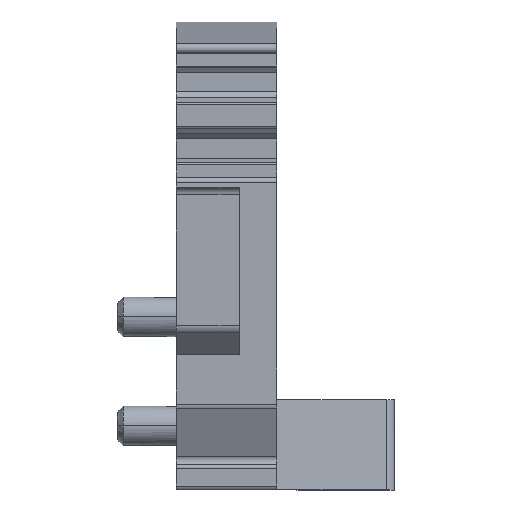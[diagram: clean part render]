
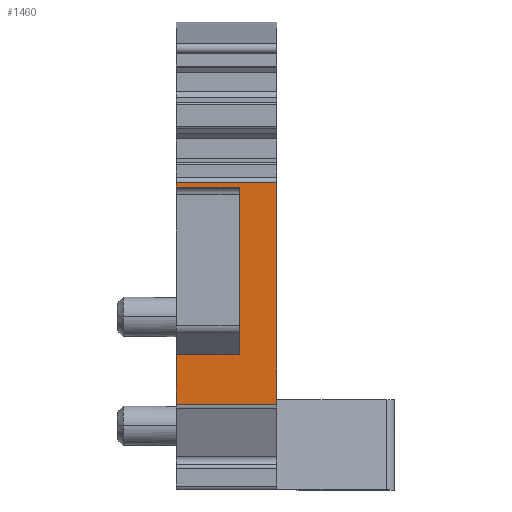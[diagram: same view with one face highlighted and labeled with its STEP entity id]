
A CAD part, front view. The second image highlights one B-rep face of the part: STEP entity #1460.
In plain terms, the highlighted planar face has unit normal (0, -1, 0).
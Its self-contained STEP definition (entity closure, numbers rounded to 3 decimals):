
#1408=AXIS2_PLACEMENT_3D('Plane Axis2P3D',#1405,#1406,#1407) ;
#126=CARTESIAN_POINT('Vertex',(3.,0.,15.404)) ;
#129=CARTESIAN_POINT('Line Origine',(3.,0.,15.528)) ;
#133=CARTESIAN_POINT('Vertex',(3.,0.,15.652)) ;
#1385=CARTESIAN_POINT('Line Origine',(4.6,0.,15.404)) ;
#1389=CARTESIAN_POINT('Vertex',(6.2,0.,15.404)) ;
#1405=CARTESIAN_POINT('Axis2P3D Location',(8.1,0.,4.366)) ;
#1410=CARTESIAN_POINT('Line Origine',(4.6,0.,6.887)) ;
#1414=CARTESIAN_POINT('Vertex',(3.,0.,6.887)) ;
#1416=CARTESIAN_POINT('Vertex',(6.2,0.,6.887)) ;
#1419=CARTESIAN_POINT('Line Origine',(3.,0.,5.626)) ;
#1423=CARTESIAN_POINT('Vertex',(3.,0.,4.366)) ;
#1426=CARTESIAN_POINT('Line Origine',(5.55,0.,4.366)) ;
#1430=CARTESIAN_POINT('Vertex',(8.1,0.,4.366)) ;
#1433=CARTESIAN_POINT('Line Origine',(8.1,0.,10.009)) ;
#1437=CARTESIAN_POINT('Vertex',(8.1,0.,15.652)) ;
#1440=CARTESIAN_POINT('Line Origine',(5.55,0.,15.652)) ;
#1445=CARTESIAN_POINT('Line Origine',(6.2,0.,11.145)) ;
#130=DIRECTION('Vector Direction',(0.,0.,1.)) ;
#1386=DIRECTION('Vector Direction',(-1.,0.,0.)) ;
#1406=DIRECTION('Axis2P3D Direction',(0.,-1.,0.)) ;
#1407=DIRECTION('Axis2P3D XDirection',(0.,0.,1.)) ;
#1411=DIRECTION('Vector Direction',(1.,0.,0.)) ;
#1420=DIRECTION('Vector Direction',(0.,0.,1.)) ;
#1427=DIRECTION('Vector Direction',(-1.,0.,0.)) ;
#1434=DIRECTION('Vector Direction',(0.,0.,1.)) ;
#1441=DIRECTION('Vector Direction',(-1.,0.,0.)) ;
#1446=DIRECTION('Vector Direction',(0.,0.,-1.)) ;
#131=VECTOR('Line Direction',#130,1.) ;
#1387=VECTOR('Line Direction',#1386,1.) ;
#1412=VECTOR('Line Direction',#1411,1.) ;
#1421=VECTOR('Line Direction',#1420,1.) ;
#1428=VECTOR('Line Direction',#1427,1.) ;
#1435=VECTOR('Line Direction',#1434,1.) ;
#1442=VECTOR('Line Direction',#1441,1.) ;
#1447=VECTOR('Line Direction',#1446,1.) ;
#1451=ORIENTED_EDGE('',*,*,#1418,.F.) ;
#1452=ORIENTED_EDGE('',*,*,#1425,.F.) ;
#1453=ORIENTED_EDGE('',*,*,#1432,.F.) ;
#1454=ORIENTED_EDGE('',*,*,#1439,.T.) ;
#1455=ORIENTED_EDGE('',*,*,#1444,.T.) ;
#1456=ORIENTED_EDGE('',*,*,#135,.F.) ;
#1457=ORIENTED_EDGE('',*,*,#1391,.F.) ;
#1458=ORIENTED_EDGE('',*,*,#1449,.T.) ;
#1460=ADVANCED_FACE('_ZBB ZDUB 1704740000',(#1459),#1409,.T.) ;
#135=EDGE_CURVE('',#127,#134,#132,.T.) ;
#1391=EDGE_CURVE('',#1390,#127,#1388,.T.) ;
#1418=EDGE_CURVE('',#1415,#1417,#1413,.T.) ;
#1425=EDGE_CURVE('',#1424,#1415,#1422,.T.) ;
#1432=EDGE_CURVE('',#1431,#1424,#1429,.T.) ;
#1439=EDGE_CURVE('',#1431,#1438,#1436,.T.) ;
#1444=EDGE_CURVE('',#1438,#134,#1443,.T.) ;
#1449=EDGE_CURVE('',#1390,#1417,#1448,.T.) ;
#1450=EDGE_LOOP('',(#1451,#1452,#1453,#1454,#1455,#1456,#1457,#1458)) ;
#1459=FACE_OUTER_BOUND('',#1450,.T.) ;
#132=LINE('Line',#129,#131) ;
#1388=LINE('Line',#1385,#1387) ;
#1413=LINE('Line',#1410,#1412) ;
#1422=LINE('Line',#1419,#1421) ;
#1429=LINE('Line',#1426,#1428) ;
#1436=LINE('Line',#1433,#1435) ;
#1443=LINE('Line',#1440,#1442) ;
#1448=LINE('Line',#1445,#1447) ;
#1409=PLANE('',#1408) ;
#127=VERTEX_POINT('',#126) ;
#134=VERTEX_POINT('',#133) ;
#1390=VERTEX_POINT('',#1389) ;
#1415=VERTEX_POINT('',#1414) ;
#1417=VERTEX_POINT('',#1416) ;
#1424=VERTEX_POINT('',#1423) ;
#1431=VERTEX_POINT('',#1430) ;
#1438=VERTEX_POINT('',#1437) ;
